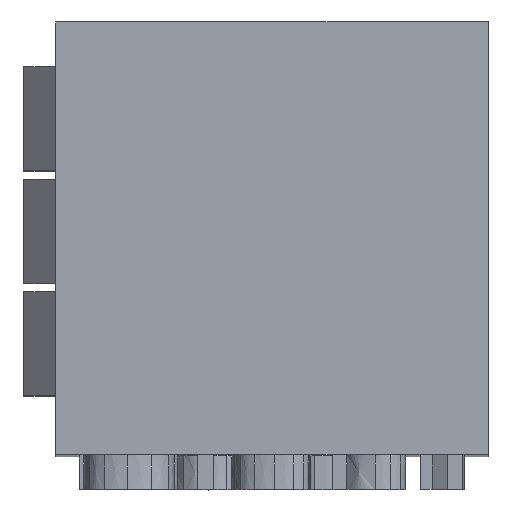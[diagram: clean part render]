
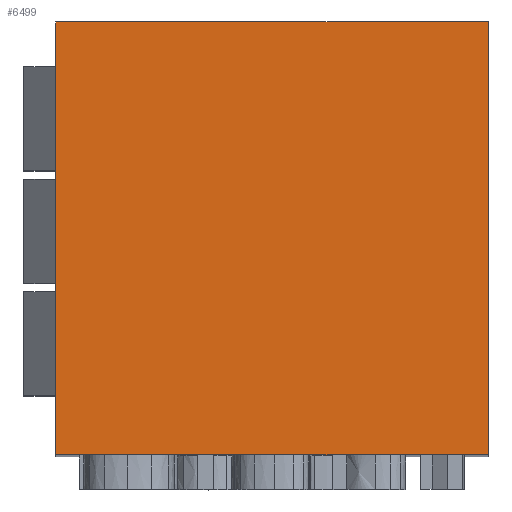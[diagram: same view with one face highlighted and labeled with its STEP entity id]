
A CAD part, top view. The second image highlights one B-rep face of the part: STEP entity #6499.
In plain terms, the highlighted planar face has unit normal (0, 0, 1).
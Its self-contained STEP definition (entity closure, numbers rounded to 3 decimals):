
#24 = VERTEX_POINT('',#25);
#25 = CARTESIAN_POINT('',(-12.5,-12.5,75.));
#32 = PLANE('',#33);
#33 = AXIS2_PLACEMENT_3D('',#34,#35,#36);
#34 = CARTESIAN_POINT('',(-12.5,-12.5,0.));
#35 = DIRECTION('',(1.,0.,0.));
#36 = DIRECTION('',(0.,0.,1.));
#44 = PLANE('',#45);
#45 = AXIS2_PLACEMENT_3D('',#46,#47,#48);
#46 = CARTESIAN_POINT('',(-12.5,-12.5,0.));
#47 = DIRECTION('',(0.,1.,0.));
#48 = DIRECTION('',(0.,0.,1.));
#85 = VERTEX_POINT('',#86);
#86 = CARTESIAN_POINT('',(-12.5,12.5,75.));
#100 = PLANE('',#101);
#101 = AXIS2_PLACEMENT_3D('',#102,#103,#104);
#102 = CARTESIAN_POINT('',(-12.5,12.5,0.));
#103 = DIRECTION('',(0.,1.,0.));
#104 = DIRECTION('',(0.,0.,1.));
#112 = EDGE_CURVE('',#24,#85,#113,.T.);
#113 = SURFACE_CURVE('',#114,(#118,#125),.PCURVE_S1.);
#114 = LINE('',#115,#116);
#115 = CARTESIAN_POINT('',(-12.5,-12.5,75.));
#116 = VECTOR('',#117,1.);
#117 = DIRECTION('',(0.,1.,0.));
#118 = PCURVE('',#32,#119);
#119 = DEFINITIONAL_REPRESENTATION('',(#120),#124);
#120 = LINE('',#121,#122);
#121 = CARTESIAN_POINT('',(75.,0.));
#122 = VECTOR('',#123,1.);
#123 = DIRECTION('',(0.,-1.));
#124 = ( GEOMETRIC_REPRESENTATION_CONTEXT(2) 
PARAMETRIC_REPRESENTATION_CONTEXT() REPRESENTATION_CONTEXT('2D SPACE',''
  ) );
#125 = PCURVE('',#126,#131);
#126 = PLANE('',#127);
#127 = AXIS2_PLACEMENT_3D('',#128,#129,#130);
#128 = CARTESIAN_POINT('',(-12.5,-12.5,75.));
#129 = DIRECTION('',(0.,0.,1.));
#130 = DIRECTION('',(1.,0.,0.));
#131 = DEFINITIONAL_REPRESENTATION('',(#132),#136);
#132 = LINE('',#133,#134);
#133 = CARTESIAN_POINT('',(0.,0.));
#134 = VECTOR('',#135,1.);
#135 = DIRECTION('',(0.,1.));
#136 = ( GEOMETRIC_REPRESENTATION_CONTEXT(2) 
PARAMETRIC_REPRESENTATION_CONTEXT() REPRESENTATION_CONTEXT('2D SPACE',''
  ) );
#3044 = EDGE_CURVE('',#24,#3045,#3047,.T.);
#3045 = VERTEX_POINT('',#3046);
#3046 = CARTESIAN_POINT('',(12.5,-12.5,75.));
#3047 = SURFACE_CURVE('',#3048,(#3052,#3059),.PCURVE_S1.);
#3048 = LINE('',#3049,#3050);
#3049 = CARTESIAN_POINT('',(-12.5,-12.5,75.));
#3050 = VECTOR('',#3051,1.);
#3051 = DIRECTION('',(1.,0.,0.));
#3052 = PCURVE('',#44,#3053);
#3053 = DEFINITIONAL_REPRESENTATION('',(#3054),#3058);
#3054 = LINE('',#3055,#3056);
#3055 = CARTESIAN_POINT('',(75.,0.));
#3056 = VECTOR('',#3057,1.);
#3057 = DIRECTION('',(0.,1.));
#3058 = ( GEOMETRIC_REPRESENTATION_CONTEXT(2) 
PARAMETRIC_REPRESENTATION_CONTEXT() REPRESENTATION_CONTEXT('2D SPACE',''
  ) );
#3059 = PCURVE('',#126,#3060);
#3060 = DEFINITIONAL_REPRESENTATION('',(#3061),#3065);
#3061 = LINE('',#3062,#3063);
#3062 = CARTESIAN_POINT('',(0.,0.));
#3063 = VECTOR('',#3064,1.);
#3064 = DIRECTION('',(1.,0.));
#3065 = ( GEOMETRIC_REPRESENTATION_CONTEXT(2) 
PARAMETRIC_REPRESENTATION_CONTEXT() REPRESENTATION_CONTEXT('2D SPACE',''
  ) );
#3081 = PLANE('',#3082);
#3082 = AXIS2_PLACEMENT_3D('',#3083,#3084,#3085);
#3083 = CARTESIAN_POINT('',(12.5,-12.5,0.));
#3084 = DIRECTION('',(1.,0.,0.));
#3085 = DIRECTION('',(0.,0.,1.));
#6499 = ADVANCED_FACE('',(#6500),#126,.T.);
#6500 = FACE_BOUND('',#6501,.T.);
#6501 = EDGE_LOOP('',(#6502,#6503,#6504,#6527));
#6502 = ORIENTED_EDGE('',*,*,#112,.F.);
#6503 = ORIENTED_EDGE('',*,*,#3044,.T.);
#6504 = ORIENTED_EDGE('',*,*,#6505,.T.);
#6505 = EDGE_CURVE('',#3045,#6506,#6508,.T.);
#6506 = VERTEX_POINT('',#6507);
#6507 = CARTESIAN_POINT('',(12.5,12.5,75.));
#6508 = SURFACE_CURVE('',#6509,(#6513,#6520),.PCURVE_S1.);
#6509 = LINE('',#6510,#6511);
#6510 = CARTESIAN_POINT('',(12.5,-12.5,75.));
#6511 = VECTOR('',#6512,1.);
#6512 = DIRECTION('',(0.,1.,0.));
#6513 = PCURVE('',#126,#6514);
#6514 = DEFINITIONAL_REPRESENTATION('',(#6515),#6519);
#6515 = LINE('',#6516,#6517);
#6516 = CARTESIAN_POINT('',(25.,0.));
#6517 = VECTOR('',#6518,1.);
#6518 = DIRECTION('',(0.,1.));
#6519 = ( GEOMETRIC_REPRESENTATION_CONTEXT(2) 
PARAMETRIC_REPRESENTATION_CONTEXT() REPRESENTATION_CONTEXT('2D SPACE',''
  ) );
#6520 = PCURVE('',#3081,#6521);
#6521 = DEFINITIONAL_REPRESENTATION('',(#6522),#6526);
#6522 = LINE('',#6523,#6524);
#6523 = CARTESIAN_POINT('',(75.,0.));
#6524 = VECTOR('',#6525,1.);
#6525 = DIRECTION('',(0.,-1.));
#6526 = ( GEOMETRIC_REPRESENTATION_CONTEXT(2) 
PARAMETRIC_REPRESENTATION_CONTEXT() REPRESENTATION_CONTEXT('2D SPACE',''
  ) );
#6527 = ORIENTED_EDGE('',*,*,#6528,.F.);
#6528 = EDGE_CURVE('',#85,#6506,#6529,.T.);
#6529 = SURFACE_CURVE('',#6530,(#6534,#6541),.PCURVE_S1.);
#6530 = LINE('',#6531,#6532);
#6531 = CARTESIAN_POINT('',(-12.5,12.5,75.));
#6532 = VECTOR('',#6533,1.);
#6533 = DIRECTION('',(1.,0.,0.));
#6534 = PCURVE('',#126,#6535);
#6535 = DEFINITIONAL_REPRESENTATION('',(#6536),#6540);
#6536 = LINE('',#6537,#6538);
#6537 = CARTESIAN_POINT('',(0.,25.));
#6538 = VECTOR('',#6539,1.);
#6539 = DIRECTION('',(1.,0.));
#6540 = ( GEOMETRIC_REPRESENTATION_CONTEXT(2) 
PARAMETRIC_REPRESENTATION_CONTEXT() REPRESENTATION_CONTEXT('2D SPACE',''
  ) );
#6541 = PCURVE('',#100,#6542);
#6542 = DEFINITIONAL_REPRESENTATION('',(#6543),#6547);
#6543 = LINE('',#6544,#6545);
#6544 = CARTESIAN_POINT('',(75.,0.));
#6545 = VECTOR('',#6546,1.);
#6546 = DIRECTION('',(0.,1.));
#6547 = ( GEOMETRIC_REPRESENTATION_CONTEXT(2) 
PARAMETRIC_REPRESENTATION_CONTEXT() REPRESENTATION_CONTEXT('2D SPACE',''
  ) );
